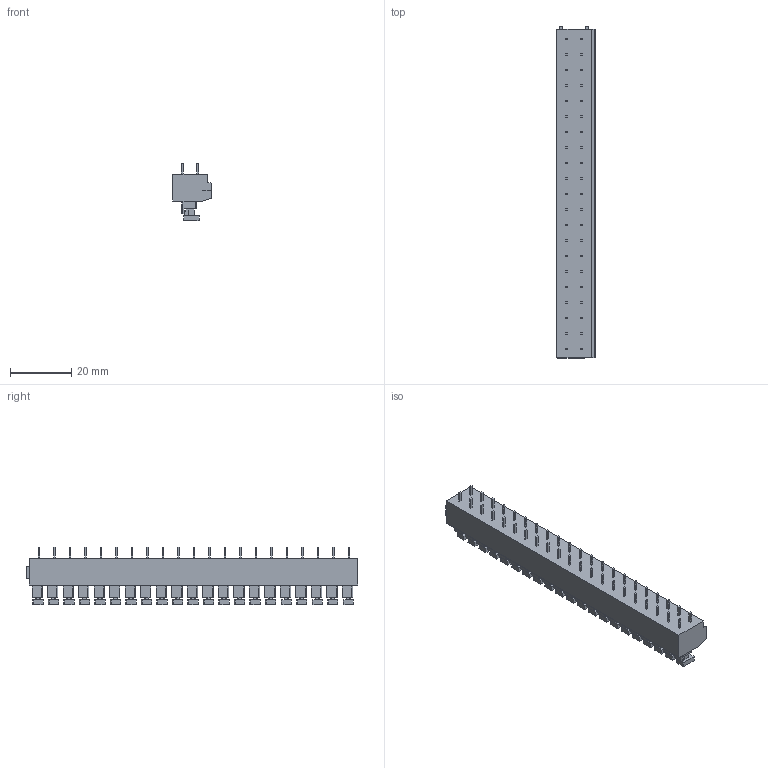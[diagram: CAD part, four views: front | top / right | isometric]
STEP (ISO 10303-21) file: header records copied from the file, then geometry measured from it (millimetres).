
FILE_DESCRIPTION((''),'2;1');
FILE_NAME('TLM-301R','2024-10-09T11:00:59',('tluser'),(''),'CREO PARAMETRIC BY PTC INC, 2018100','CREO PARAMETRIC BY PTC INC, 2018100','');
FILE_SCHEMA(('CONFIG_CONTROL_DESIGN'));
Length unit declared in the file: millimetre
Products named in the file (1): TLM-301R
Bounding box: 12.6 x 108.68 x 18.7 mm (x, y, z)
Volume: 12681.3 mm3; surface area: 8416.9 mm2
Topology: 1 solids, 1 shells, 1030 faces, 2616 edges, 1716 vertices
Faces by surface type: plane 859, cylinder 129, cone 42
Entity records: 30964 total; most frequent: CARTESIAN_POINT 5992, ORIENTED_EDGE 5232, DIRECTION 4850, EDGE_CURVE 2616, VECTOR 2190, LINE 2190, VERTEX_POINT 1716, AXIS2_PLACEMENT_3D 1330
